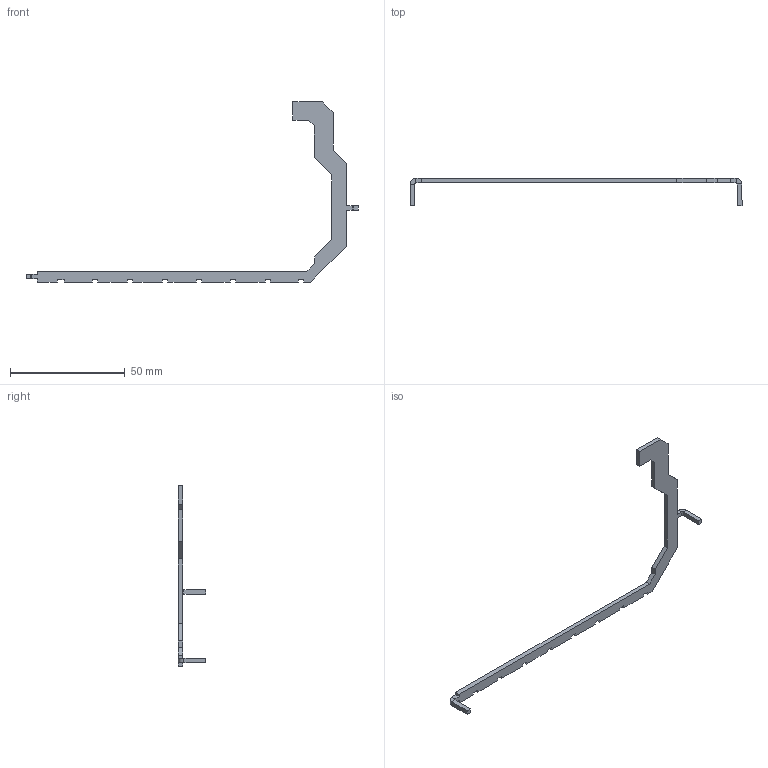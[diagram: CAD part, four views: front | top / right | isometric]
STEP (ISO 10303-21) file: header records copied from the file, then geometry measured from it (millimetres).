
FILE_DESCRIPTION (( 'STEP AP203' ), '1' );
FILE_NAME ('KR-DF-01 GND Busbar v3.STEP', '2024-04-09T06:00:31', ( '' ), ( '' ), 'SwSTEP 2.0', 'SolidWorks 2021', '' );
FILE_SCHEMA (( 'CONFIG_CONTROL_DESIGN' ));
Length unit declared in the file: millimetre
Products named in the file (1): KR-DF-01 GND Busbar v3
Bounding box: 144.4 x 12 x 78.36 mm (x, y, z)
Volume: 2462.8 mm3; surface area: 3474.4 mm2
Topology: 1 solids, 1 shells, 76 faces, 206 edges, 132 vertices
Faces by surface type: plane 72, cylinder 4
Entity records: 2407 total; most frequent: CARTESIAN_POINT 415, ORIENTED_EDGE 412, DIRECTION 368, EDGE_CURVE 206, LINE 198, VECTOR 198, VERTEX_POINT 132, AXIS2_PLACEMENT_3D 85
